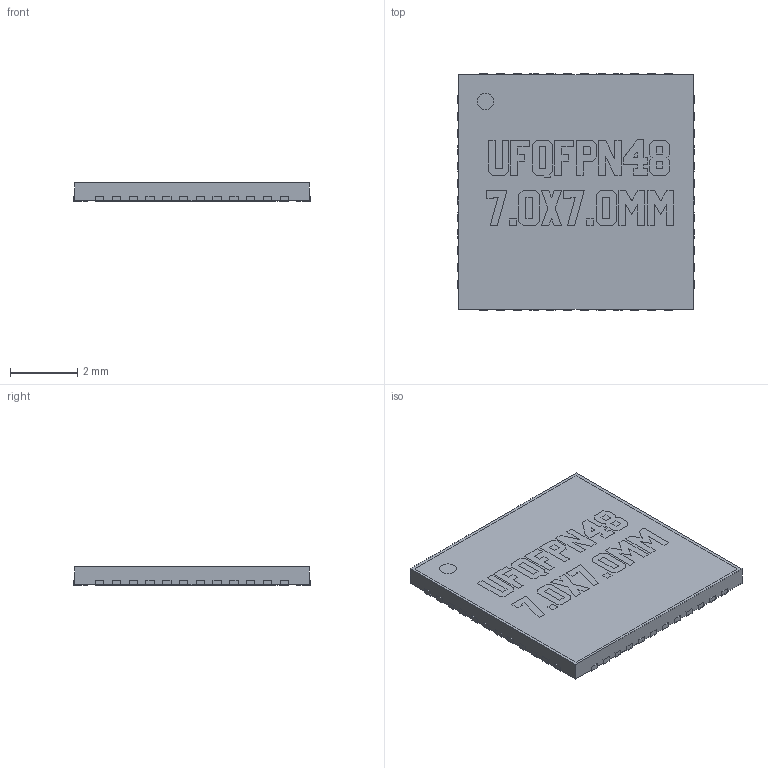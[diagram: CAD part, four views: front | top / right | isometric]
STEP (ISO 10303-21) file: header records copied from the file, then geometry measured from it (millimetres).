
FILE_DESCRIPTION(('FreeCAD Model'),'2;1');
FILE_NAME('Open CASCADE Shape Model','2021-11-19T09:32:33',('Author'),( ''),'Open CASCADE STEP processor 7.5','FreeCAD','Unknown');
FILE_SCHEMA(('AUTOMOTIVE_DESIGN { 1 0 10303 214 1 1 1 1 }'));
Length unit declared in the file: millimetre
Products named in the file (5): Part; Body; TxT; Pad003; Solid
Assembly tree (5 placements, depth 2):
  Part
    Body
    TxT
    Pad003
    Solid  x2
Bounding box: 7.04 x 7.04 x 0.55 mm (x, y, z)
Surface area: 388.1 mm2
Topology: 27 solids, 27 shells, 720 faces, 1923 edges, 1282 vertices
Faces by surface type: plane 524, extrusion 144, cylinder 52
Full cylindrical faces by diameter (mm): 0.5 x1
Entity records: 37597 total; most frequent: CARTESIAN_POINT 8335, DIRECTION 4900, VECTOR 3929, LINE 3785, ORIENTED_EDGE 2982, PCURVE 2982, DEFINITIONAL_REPRESENTATION 2982, EDGE_CURVE 1491
